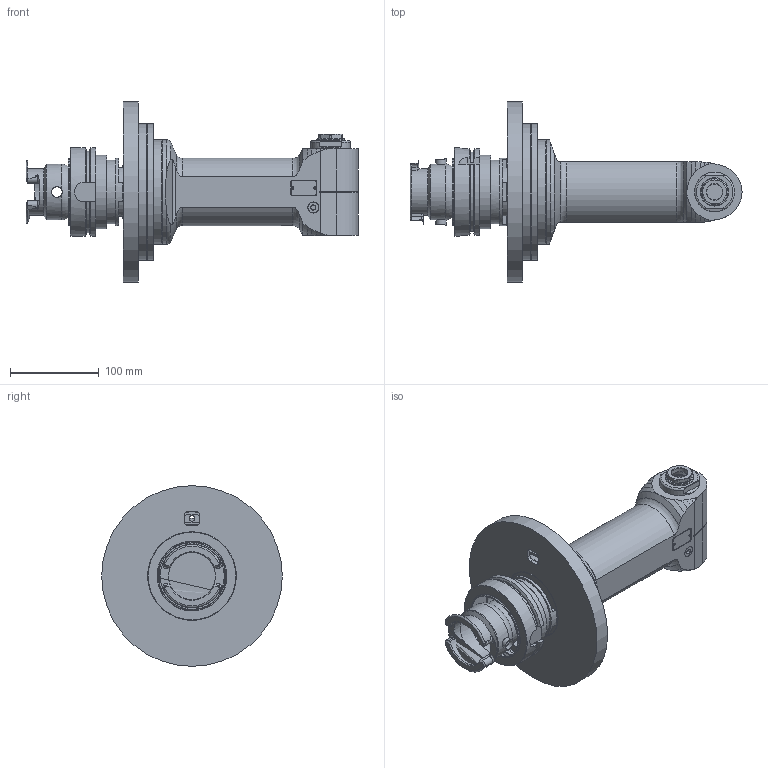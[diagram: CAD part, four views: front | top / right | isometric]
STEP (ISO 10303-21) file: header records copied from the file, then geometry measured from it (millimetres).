
FILE_DESCRIPTION(/* description */ (''),/* implementation_level */ '2;1');
FILE_NAME(/* name */ '9.F90.16L01-HSK100.stp',/* time_stamp */ '2025-04-21T13:56:08-04:00',/* author */ ('jkrenzer'),/* organization */ (''),/* preprocessor_version */ 'ST-DEVELOPER v18.1',/* originating_system */ 'Autodesk Inventor 2022',/* authorisation */ '');
FILE_SCHEMA (('AUTOMOTIVE_DESIGN { 1 0 10303 214 3 1 1 }'));
Products named in the file (3): 9.F90.16L01-HSK100; 9_SK_51_2   (EVO, HSK100, MTC); 9_F90_16L01
Assembly tree (2 placements, depth 2):
  9.F90.16L01-HSK100
    9_SK_51_2   (EVO, HSK100, MTC)
    9_F90_16L01
Bounding box: 375 x 204 x 204 mm (x, y, z)
Volume: 2426066.5 mm3; surface area: 289537.5 mm2
Topology: 4 solids, 4 shells, 429 faces, 1054 edges, 681 vertices
Faces by surface type: plane 186, cylinder 121, cone 93, torus 27, sphere 2
Full cylindrical faces by diameter (mm): 2.5 x2, 6 x8, 6.4 x6, 10 x5, 10.4 x10, 12 x3, 12.5 x1, 18 x2, 19.4 x1, 20 x2, 25.6 x1, 28 x1, 30.5 x1, 32 x1, 32.5 x1, 45 x1, 53 x2, 54 x1, 59 x1, 63 x1, 72 x1, 75.369 x1, 76 x1, 80 x3, 83 x1, 100 x1, 111 x1, 116 x1, 118 x2, 121.4 x1
Entity records: 13470 total; most frequent: CARTESIAN_POINT 3375, DIRECTION 2116, ORIENTED_EDGE 2092, EDGE_CURVE 1046, AXIS2_PLACEMENT_3D 851, VERTEX_POINT 681, EDGE_LOOP 507, FACE_OUTER_BOUND 429
